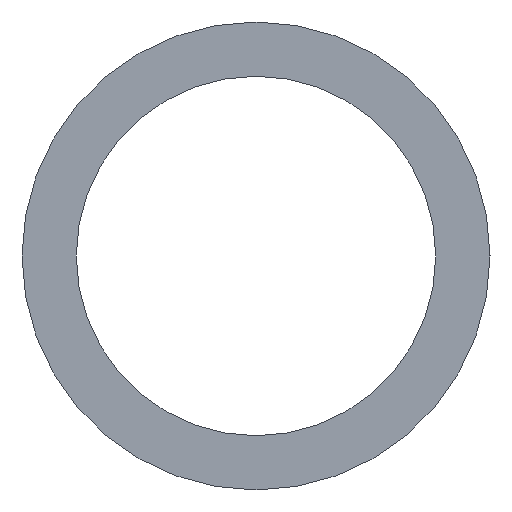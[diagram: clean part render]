
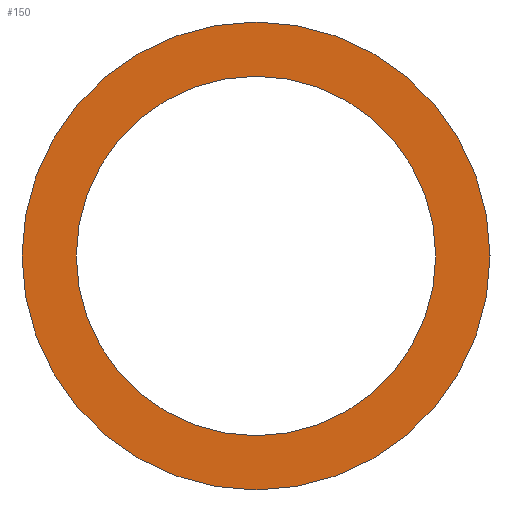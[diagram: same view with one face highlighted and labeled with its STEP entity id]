
A CAD part, left-side view. The second image highlights one B-rep face of the part: STEP entity #150.
In plain terms, the highlighted planar face has unit normal (-1, 0, 0).
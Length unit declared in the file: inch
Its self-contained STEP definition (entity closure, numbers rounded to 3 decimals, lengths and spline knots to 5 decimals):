
#1 = EDGE_CURVE ( 'NONE', #211, #131, #145, .T. ) ;
#20 = CARTESIAN_POINT ( 'NONE',  ( 0., 0., 0. ) ) ;
#22 = PLANE ( 'NONE',  #100 ) ;
#24 = DIRECTION ( 'NONE',  ( 0., 0., -1. ) ) ;
#26 = VERTEX_POINT ( 'NONE', #192 ) ;
#38 = EDGE_CURVE ( 'NONE', #210, #26, #98, .T. ) ;
#39 = ORIENTED_EDGE ( 'NONE', *, *, #179, .F. ) ;
#43 = EDGE_LOOP ( 'NONE', ( #191, #39 ) ) ;
#48 = DIRECTION ( 'NONE',  ( 1., 0., 0. ) ) ;
#58 = CARTESIAN_POINT ( 'NONE',  ( 0., 0., -0.125 ) ) ;
#63 = CARTESIAN_POINT ( 'NONE',  ( 0., 0., 0.125 ) ) ;
#64 = AXIS2_PLACEMENT_3D ( 'NONE', #180, #223, #24 ) ;
#71 = DIRECTION ( 'NONE',  ( 0., 0., -1. ) ) ;
#72 = DIRECTION ( 'NONE',  ( 0., 0., -1. ) ) ;
#79 = DIRECTION ( 'NONE',  ( 0., 0., -1. ) ) ;
#98 = CIRCLE ( 'NONE', #129, 0.096 ) ;
#100 = AXIS2_PLACEMENT_3D ( 'NONE', #20, #125, #79 ) ;
#102 = CIRCLE ( 'NONE', #64, 0.096 ) ;
#103 = CARTESIAN_POINT ( 'NONE',  ( 0., 0., 0. ) ) ;
#106 = CIRCLE ( 'NONE', #218, 0.125 ) ;
#118 = CARTESIAN_POINT ( 'NONE',  ( 0., 0., 0. ) ) ;
#124 = EDGE_LOOP ( 'NONE', ( #189, #166 ) ) ;
#125 = DIRECTION ( 'NONE',  ( 1., 0., 0. ) ) ;
#128 = FACE_OUTER_BOUND ( 'NONE', #43, .T. ) ;
#129 = AXIS2_PLACEMENT_3D ( 'NONE', #103, #48, #188 ) ;
#131 = VERTEX_POINT ( 'NONE', #58 ) ;
#135 = FACE_BOUND ( 'NONE', #124, .T. ) ;
#145 = CIRCLE ( 'NONE', #172, 0.125 ) ;
#149 = EDGE_CURVE ( 'NONE', #26, #210, #102, .T. ) ;
#150 = ADVANCED_FACE ( 'NONE', ( #128, #135 ), #22, .F. ) ;
#163 = DIRECTION ( 'NONE',  ( 1., 0., 0. ) ) ;
#166 = ORIENTED_EDGE ( 'NONE', *, *, #38, .T. ) ;
#172 = AXIS2_PLACEMENT_3D ( 'NONE', #118, #163, #71 ) ;
#179 = EDGE_CURVE ( 'NONE', #131, #211, #106, .T. ) ;
#180 = CARTESIAN_POINT ( 'NONE',  ( 0., 0., 0. ) ) ;
#186 = DIRECTION ( 'NONE',  ( 1., 0., 0. ) ) ;
#188 = DIRECTION ( 'NONE',  ( 0., 0., -1. ) ) ;
#189 = ORIENTED_EDGE ( 'NONE', *, *, #149, .T. ) ;
#190 = CARTESIAN_POINT ( 'NONE',  ( 0., 0., 0. ) ) ;
#191 = ORIENTED_EDGE ( 'NONE', *, *, #1, .F. ) ;
#192 = CARTESIAN_POINT ( 'NONE',  ( 0., 0., 0.096 ) ) ;
#205 = CARTESIAN_POINT ( 'NONE',  ( 0., 0., -0.096 ) ) ;
#210 = VERTEX_POINT ( 'NONE', #205 ) ;
#211 = VERTEX_POINT ( 'NONE', #63 ) ;
#218 = AXIS2_PLACEMENT_3D ( 'NONE', #190, #186, #72 ) ;
#223 = DIRECTION ( 'NONE',  ( 1., 0., 0. ) ) ;
